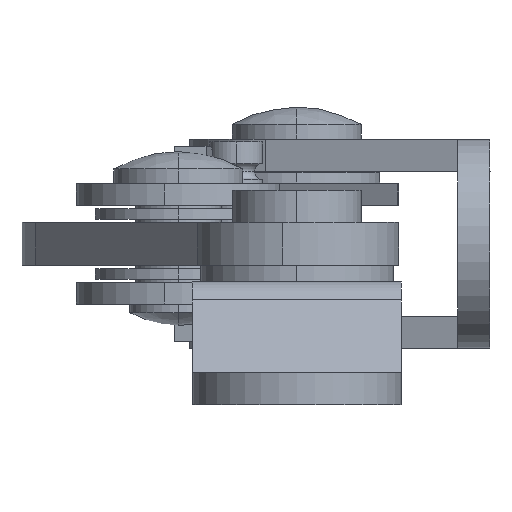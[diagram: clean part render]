
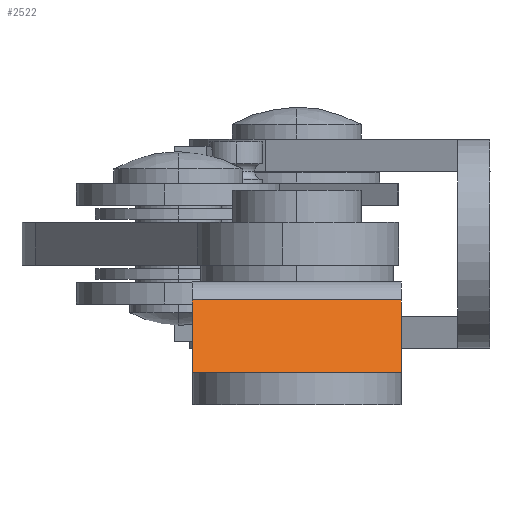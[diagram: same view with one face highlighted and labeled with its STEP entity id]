
A CAD part, left-side view. The second image highlights one B-rep face of the part: STEP entity #2522.
In plain terms, the highlighted planar face has unit normal (-0.905, 0, 0.425).
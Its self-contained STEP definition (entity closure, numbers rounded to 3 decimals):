
#510 = VERTEX_POINT ( 'NONE', #6396 ) ;
#512 = EDGE_CURVE ( 'NONE', #2952, #510, #6390, .T. ) ;
#2503 = EDGE_LOOP ( 'NONE', ( #2504, #2505, #2518, #2519 ) ) ;
#2504 = ORIENTED_EDGE ( 'NONE', *, *, #2900, .T. ) ;
#2505 = ORIENTED_EDGE ( 'NONE', *, *, #2506, .F. ) ;
#2506 = EDGE_CURVE ( 'NONE', #510, #2906, #6489, .T. ) ;
#2518 = ORIENTED_EDGE ( 'NONE', *, *, #512, .F. ) ;
#2519 = ORIENTED_EDGE ( 'NONE', *, *, #4009, .T. ) ;
#2522 = ADVANCED_FACE ( 'NONE', ( #6529 ), #6528, .F. ) ;
#2900 = EDGE_CURVE ( 'NONE', #2941, #2906, #6515, .T. ) ;
#2906 = VERTEX_POINT ( 'NONE', #6573 ) ;
#2941 = VERTEX_POINT ( 'NONE', #6634 ) ;
#2952 = VERTEX_POINT ( 'NONE', #6622 ) ;
#4009 = EDGE_CURVE ( 'NONE', #2952, #2941, #6670, .T. ) ;
#6387 = DIRECTION ( 'NONE',  ( 0.425, 0., 0.905 ) ) ;
#6388 = VECTOR ( 'NONE', #6387, 1000. ) ;
#6389 = CARTESIAN_POINT ( 'NONE',  ( -14., 9.75, 3. ) ) ;
#6390 = LINE ( 'NONE', #6389, #6388 ) ;
#6396 = CARTESIAN_POINT ( 'NONE',  ( -10.815, 9.75, 9.776 ) ) ;
#6415 = DIRECTION ( 'NONE',  ( 0., -1., 0. ) ) ;
#6416 = VECTOR ( 'NONE', #6415, 1000. ) ;
#6486 = DIRECTION ( 'NONE',  ( 0., -1., 0. ) ) ;
#6487 = VECTOR ( 'NONE', #6486, 1000. ) ;
#6488 = CARTESIAN_POINT ( 'NONE',  ( -10.815, 9.75, 9.776 ) ) ;
#6489 = LINE ( 'NONE', #6488, #6487 ) ;
#6512 = DIRECTION ( 'NONE',  ( 0.425, 0., 0.905 ) ) ;
#6513 = VECTOR ( 'NONE', #6512, 1000. ) ;
#6514 = CARTESIAN_POINT ( 'NONE',  ( -14., -9.75, 3. ) ) ;
#6515 = LINE ( 'NONE', #6514, #6513 ) ;
#6524 = DIRECTION ( 'NONE',  ( -0.425, 0., -0.905 ) ) ;
#6525 = DIRECTION ( 'NONE',  ( 0.905, 0., -0.425 ) ) ;
#6526 = CARTESIAN_POINT ( 'NONE',  ( -14., 9.75, 3. ) ) ;
#6527 = AXIS2_PLACEMENT_3D ( 'NONE', #6526, #6525, #6524 ) ;
#6528 = PLANE ( 'NONE',  #6527 ) ;
#6529 = FACE_OUTER_BOUND ( 'NONE', #2503, .T. ) ;
#6573 = CARTESIAN_POINT ( 'NONE',  ( -10.815, -9.75, 9.776 ) ) ;
#6622 = CARTESIAN_POINT ( 'NONE',  ( -14., 9.75, 3. ) ) ;
#6634 = CARTESIAN_POINT ( 'NONE',  ( -14., -9.75, 3. ) ) ;
#6669 = CARTESIAN_POINT ( 'NONE',  ( -14., 9.75, 3. ) ) ;
#6670 = LINE ( 'NONE', #6669, #6416 ) ;
